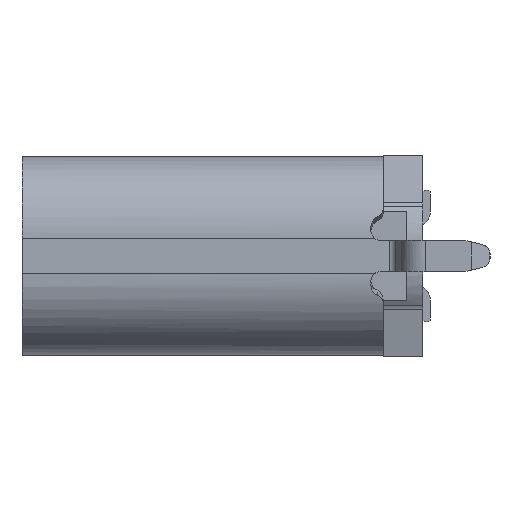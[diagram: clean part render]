
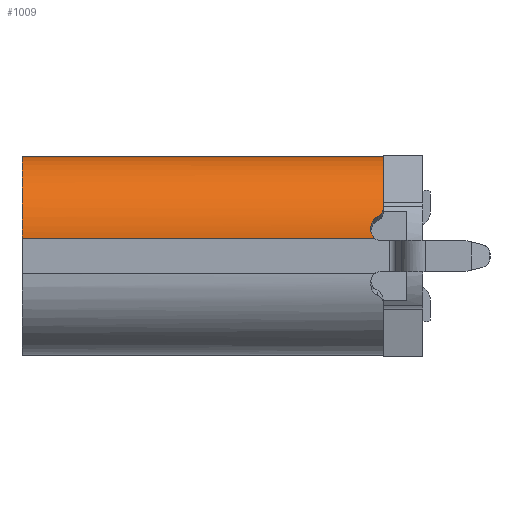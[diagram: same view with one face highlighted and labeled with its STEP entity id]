
A CAD part, left-side view. The second image highlights one B-rep face of the part: STEP entity #1009.
In plain terms, the highlighted cylindrical face has radius 1.3 mm (diameter 2.6 mm), a partial arc.
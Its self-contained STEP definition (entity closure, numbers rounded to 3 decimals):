
#1009=ADVANCED_FACE('NONE',(#2232),#2233,.T.);
#2232=FACE_OUTER_BOUND('',#4056,.T.);
#2233=CYLINDRICAL_SURFACE('',#4057,1.3);
#4056=EDGE_LOOP('',(#7889,#7890,#7891,#7892,#7893,#7894));
#4057=AXIS2_PLACEMENT_3D('',#7895,#7896,#7897);
#7889=ORIENTED_EDGE('',*,*,#12086,.F.);
#7890=ORIENTED_EDGE('',*,*,#12079,.T.);
#7891=ORIENTED_EDGE('',*,*,#12184,.T.);
#7892=ORIENTED_EDGE('',*,*,#12203,.T.);
#7893=ORIENTED_EDGE('',*,*,#12204,.T.);
#7894=ORIENTED_EDGE('',*,*,#12205,.T.);
#7895=CARTESIAN_POINT('',(-3.17,6.5,0.28));
#7896=DIRECTION('',(0.,-1.0,0.));
#7897=DIRECTION('',(-1.0,0.,0.));
#12079=EDGE_CURVE('NONE',#17753,#17751,#17754,.T.);
#12086=EDGE_CURVE('NONE',#17753,#17757,#17765,.T.);
#12184=EDGE_CURVE('NONE',#17751,#17913,#17914,.T.);
#12203=EDGE_CURVE('NONE',#17913,#17949,#17950,.T.);
#12204=EDGE_CURVE('NONE',#17949,#17951,#17952,.T.);
#12205=EDGE_CURVE('NONE',#17951,#17757,#17953,.T.);
#17751=VERTEX_POINT('NONE',#22347);
#17753=VERTEX_POINT('NONE',#22350);
#17754=LINE('',#22351,#22352);
#17757=VERTEX_POINT('NONE',#22356);
#17765=B_SPLINE_CURVE_WITH_KNOTS('',3,(#22369,#22370,#22371,#22372,#22373,#22374,#22375,#22376,#22377,#22378,#22379,#22380,#22381,#22382,#22383,#22384),.UNSPECIFIED.,.F.,.F.,(4,1,2,2,2,1,2,2,4),(0.0,0.125,0.187,0.25,0.5,0.625,0.687,0.75,1.0),.UNSPECIFIED.);
#17913=VERTEX_POINT('NONE',#22716);
#17914=B_SPLINE_CURVE_WITH_KNOTS('',3,(#22717,#22718,#22719,#22720,#22721,#22722,#22723,#22724,#22725,#22726),.UNSPECIFIED.,.F.,.F.,(4,2,2,2,4),(0.0,0.25,0.5,0.75,1.0),.UNSPECIFIED.);
#17949=VERTEX_POINT('NONE',#22830);
#17950=B_SPLINE_CURVE_WITH_KNOTS('',3,(#22831,#22832,#22833,#22834),.UNSPECIFIED.,.F.,.F.,(4,4),(0.0,1.0),.UNSPECIFIED.);
#17951=VERTEX_POINT('NONE',#22835);
#17952=B_SPLINE_CURVE_WITH_KNOTS('',3,(#22836,#22837,#22838,#22839,#22840,#22841,#22842,#22843,#22844,#22845,#22846,#22847),.UNSPECIFIED.,.F.,.F.,(4,2,2,2,2,4),(0.0,0.5,0.625,0.688,0.75,1.0),.UNSPECIFIED.);
#17953=B_SPLINE_CURVE_WITH_KNOTS('',3,(#22848,#22849,#22850,#22851),.UNSPECIFIED.,.F.,.F.,(4,4),(0.0,1.0),.UNSPECIFIED.);
#22347=CARTESIAN_POINT('',(-3.17,6.5,1.58));
#22350=CARTESIAN_POINT('',(-3.17,0.75,1.58));
#22351=CARTESIAN_POINT('',(-3.17,6.5,1.58));
#22352=VECTOR('',#27401,1000.0);
#22356=CARTESIAN_POINT('',(-4.38,0.75,0.756));
#22369=CARTESIAN_POINT('',(-3.17,0.75,1.58));
#22370=CARTESIAN_POINT('',(-3.234,0.75,1.58));
#22371=CARTESIAN_POINT('',(-3.328,0.75,1.573));
#22372=CARTESIAN_POINT('',(-3.421,0.75,1.556));
#22373=CARTESIAN_POINT('',(-3.483,0.75,1.542));
#22374=CARTESIAN_POINT('',(-3.512,0.75,1.535));
#22375=CARTESIAN_POINT('',(-3.672,0.75,1.487));
#22376=CARTESIAN_POINT('',(-3.792,0.75,1.429));
#22377=CARTESIAN_POINT('',(-3.957,0.75,1.317));
#22378=CARTESIAN_POINT('',(-4.034,0.75,1.255));
#22379=CARTESIAN_POINT('',(-4.104,0.75,1.185));
#22380=CARTESIAN_POINT('',(-4.149,0.75,1.136));
#22381=CARTESIAN_POINT('',(-4.172,0.75,1.109));
#22382=CARTESIAN_POINT('',(-4.27,0.75,0.984));
#22383=CARTESIAN_POINT('',(-4.333,0.75,0.875));
#22384=CARTESIAN_POINT('',(-4.38,0.75,0.756));
#22716=CARTESIAN_POINT('',(-4.47,6.5,0.28));
#22717=CARTESIAN_POINT('',(-3.17,6.5,1.58));
#22718=CARTESIAN_POINT('',(-3.34,6.5,1.58));
#22719=CARTESIAN_POINT('',(-3.51,6.5,1.546));
#22720=CARTESIAN_POINT('',(-3.825,6.5,1.416));
#22721=CARTESIAN_POINT('',(-3.969,6.5,1.32));
#22722=CARTESIAN_POINT('',(-4.21,6.5,1.079));
#22723=CARTESIAN_POINT('',(-4.306,6.5,0.935));
#22724=CARTESIAN_POINT('',(-4.436,6.5,0.62));
#22725=CARTESIAN_POINT('',(-4.47,6.5,0.45));
#22726=CARTESIAN_POINT('',(-4.47,6.5,0.28));
#22830=CARTESIAN_POINT('',(-4.47,0.89,0.28));
#22831=CARTESIAN_POINT('',(-4.47,6.5,0.28));
#22832=CARTESIAN_POINT('',(-4.47,4.63,0.28));
#22833=CARTESIAN_POINT('',(-4.47,2.76,0.28));
#22834=CARTESIAN_POINT('',(-4.47,0.89,0.28));
#22835=CARTESIAN_POINT('',(-4.424,0.846,0.623));
#22836=CARTESIAN_POINT('',(-4.47,0.89,0.28));
#22837=CARTESIAN_POINT('',(-4.47,0.942,0.331));
#22838=CARTESIAN_POINT('',(-4.467,0.96,0.4));
#22839=CARTESIAN_POINT('',(-4.451,0.94,0.5));
#22840=CARTESIAN_POINT('',(-4.448,0.934,0.518));
#22841=CARTESIAN_POINT('',(-4.443,0.924,0.543));
#22842=CARTESIAN_POINT('',(-4.441,0.92,0.551));
#22843=CARTESIAN_POINT('',(-4.438,0.912,0.566));
#22844=CARTESIAN_POINT('',(-4.436,0.906,0.574));
#22845=CARTESIAN_POINT('',(-4.43,0.886,0.601));
#22846=CARTESIAN_POINT('',(-4.426,0.868,0.615));
#22847=CARTESIAN_POINT('',(-4.424,0.846,0.623));
#22848=CARTESIAN_POINT('',(-4.424,0.846,0.623));
#22849=CARTESIAN_POINT('',(-4.418,0.788,0.645));
#22850=CARTESIAN_POINT('',(-4.402,0.75,0.699));
#22851=CARTESIAN_POINT('',(-4.38,0.75,0.756));
#27401=DIRECTION('',(0.,1.0,0.));
